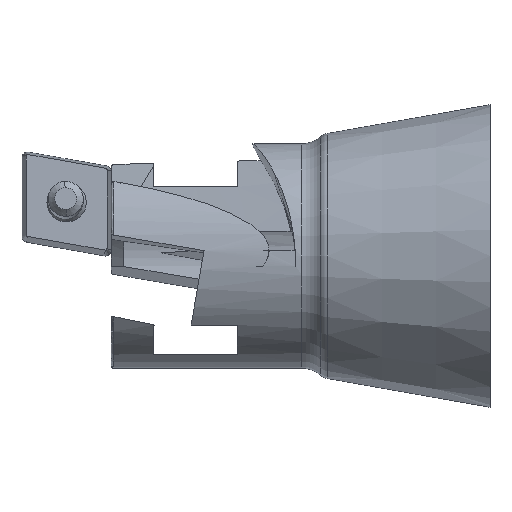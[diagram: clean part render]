
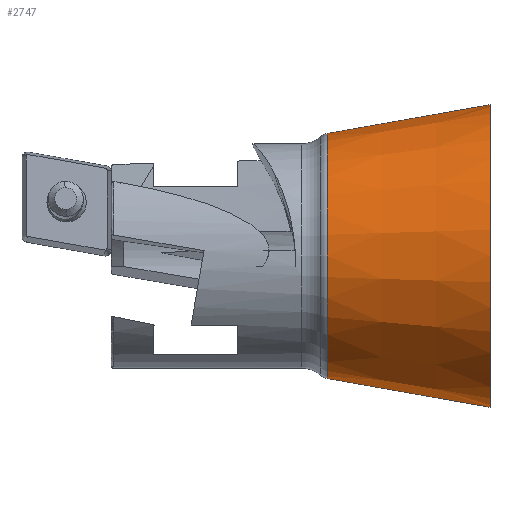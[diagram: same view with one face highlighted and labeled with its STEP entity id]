
A CAD part, front view. The second image highlights one B-rep face of the part: STEP entity #2747.
In plain terms, the highlighted conical face has half-angle 10 degrees and reference radius 10.775 mm.
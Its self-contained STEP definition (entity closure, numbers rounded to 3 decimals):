
#30 = FACE_OUTER_BOUND ( 'NONE', #2297, .T. ) ;
#119 = DIRECTION ( 'NONE',  ( -1., 0., 0. ) ) ;
#149 = DIRECTION ( 'NONE',  ( 0.985, 0., 0.174 ) ) ;
#205 = DIRECTION ( 'NONE',  ( 0., 0., -1. ) ) ;
#364 = CARTESIAN_POINT ( 'NONE',  ( 27., 0., 10.775 ) ) ;
#510 = CARTESIAN_POINT ( 'NONE',  ( 27., 0., 0. ) ) ;
#925 = VERTEX_POINT ( 'NONE', #1266 ) ;
#970 = DIRECTION ( 'NONE',  ( 0., 0., 1. ) ) ;
#1208 = LINE ( 'NONE', #2668, #1547 ) ;
#1266 = CARTESIAN_POINT ( 'NONE',  ( 15.406, 0., -8.731 ) ) ;
#1268 = CONICAL_SURFACE ( 'NONE', #3255, 10.775, 0.175 ) ;
#1285 = DIRECTION ( 'NONE',  ( -1., 0., 0. ) ) ;
#1338 = CIRCLE ( 'NONE', #2879, 10.775 ) ;
#1543 = EDGE_CURVE ( 'NONE', #925, #2762, #1208, .T. ) ;
#1547 = VECTOR ( 'NONE', #4188, 1000. ) ;
#1847 = CARTESIAN_POINT ( 'NONE',  ( 15.406, 0., 8.731 ) ) ;
#1999 = DIRECTION ( 'NONE',  ( 1., 0., 0. ) ) ;
#2279 = CARTESIAN_POINT ( 'NONE',  ( 27., 0., 10.775 ) ) ;
#2297 = EDGE_LOOP ( 'NONE', ( #3421, #4120, #4747, #3917 ) ) ;
#2380 = CARTESIAN_POINT ( 'NONE',  ( 27., 0., -10.775 ) ) ;
#2402 = EDGE_CURVE ( 'NONE', #925, #3841, #4706, .T. ) ;
#2554 = AXIS2_PLACEMENT_3D ( 'NONE', #3469, #1285, #970 ) ;
#2668 = CARTESIAN_POINT ( 'NONE',  ( 27., 0., -10.775 ) ) ;
#2747 = ADVANCED_FACE ( 'NONE', ( #30 ), #1268, .T. ) ;
#2762 = VERTEX_POINT ( 'NONE', #2380 ) ;
#2879 = AXIS2_PLACEMENT_3D ( 'NONE', #3017, #119, #3044 ) ;
#3017 = CARTESIAN_POINT ( 'NONE',  ( 27., 0., 0. ) ) ;
#3044 = DIRECTION ( 'NONE',  ( 0., 0., 1. ) ) ;
#3049 = EDGE_CURVE ( 'NONE', #3841, #3637, #3453, .T. ) ;
#3255 = AXIS2_PLACEMENT_3D ( 'NONE', #510, #1999, #205 ) ;
#3421 = ORIENTED_EDGE ( 'NONE', *, *, #3049, .F. ) ;
#3453 = LINE ( 'NONE', #2279, #4485 ) ;
#3469 = CARTESIAN_POINT ( 'NONE',  ( 15.406, 0., 0. ) ) ;
#3637 = VERTEX_POINT ( 'NONE', #364 ) ;
#3841 = VERTEX_POINT ( 'NONE', #1847 ) ;
#3917 = ORIENTED_EDGE ( 'NONE', *, *, #4359, .T. ) ;
#4120 = ORIENTED_EDGE ( 'NONE', *, *, #2402, .F. ) ;
#4188 = DIRECTION ( 'NONE',  ( 0.985, 0., -0.174 ) ) ;
#4359 = EDGE_CURVE ( 'NONE', #2762, #3637, #1338, .T. ) ;
#4485 = VECTOR ( 'NONE', #149, 1000. ) ;
#4706 = CIRCLE ( 'NONE', #2554, 8.731 ) ;
#4747 = ORIENTED_EDGE ( 'NONE', *, *, #1543, .T. ) ;
